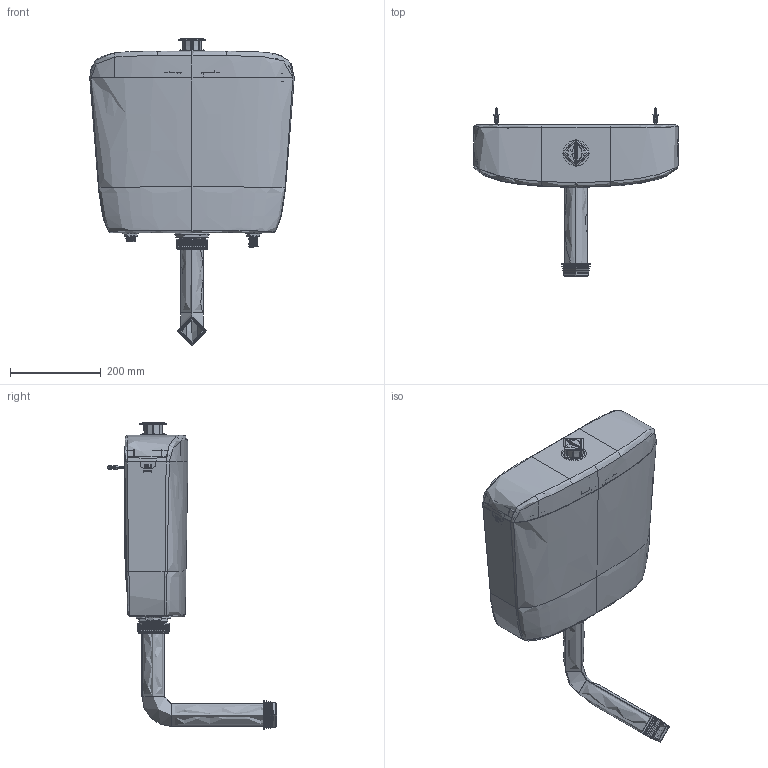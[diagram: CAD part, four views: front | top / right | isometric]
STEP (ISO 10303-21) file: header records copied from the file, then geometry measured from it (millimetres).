
FILE_DESCRIPTION(/* description */ (''),/* implementation_level */ '2;1');
FILE_NAME(/* name */ 'STEP - B683-D9-RPC2_1835044',/* time_stamp */ '2025-03-11T09:18:30+11:00',/* author */ (''),/* organization */ (''),/* preprocessor_version */ 'ST-DEVELOPER v16.5',/* originating_system */ 'Rhino 7.37',/* authorisation */ '');
FILE_SCHEMA (('AUTOMOTIVE_DESIGN'));
Products named in the file (20): Document; B683-D9-RPC2_ASM22; MSBR-22123; MSBR-1111; MSBR-120; MSBR-219; MSBR-318; MSBR-417; MSBR-51516; MSBR-714; MSBR-913; MSBR-1012; MSBR-1421; MSBR-159; MSBR-168; MSBR-177; MSBR-186; MSBR-1910; MSBR-204; MSBR-215
Assembly tree (19 placements, depth 3):
  Document
    B683-D9-RPC2_ASM22
      MSBR-22123
      MSBR-1111
      MSBR-120
      MSBR-219
      MSBR-318
      MSBR-417
      MSBR-51516
      MSBR-714
      MSBR-913
      MSBR-1012
      MSBR-1421
      MSBR-159
      MSBR-168
      MSBR-177
      MSBR-186
      MSBR-1910
      MSBR-204
      MSBR-215
Bounding box: 450 x 372.01 x 675.3 mm (x, y, z)
Volume: 1605077.6 mm3; surface area: 1288070.9 mm2
Topology: 17 solids, 18 shells, 3147 faces, 8297 edges, 5184 vertices
Faces by surface type: bspline 1073, cylinder 1042, plane 1032
Entity records: 188165 total; most frequent: CARTESIAN_POINT 135756, ORIENTED_EDGE 16437, EDGE_CURVE 8223, B_SPLINE_CURVE_WITH_KNOTS 5838, VERTEX_POINT 5183, EDGE_LOOP 3255, ADVANCED_FACE 3147, FACE_OUTER_BOUND 3147
